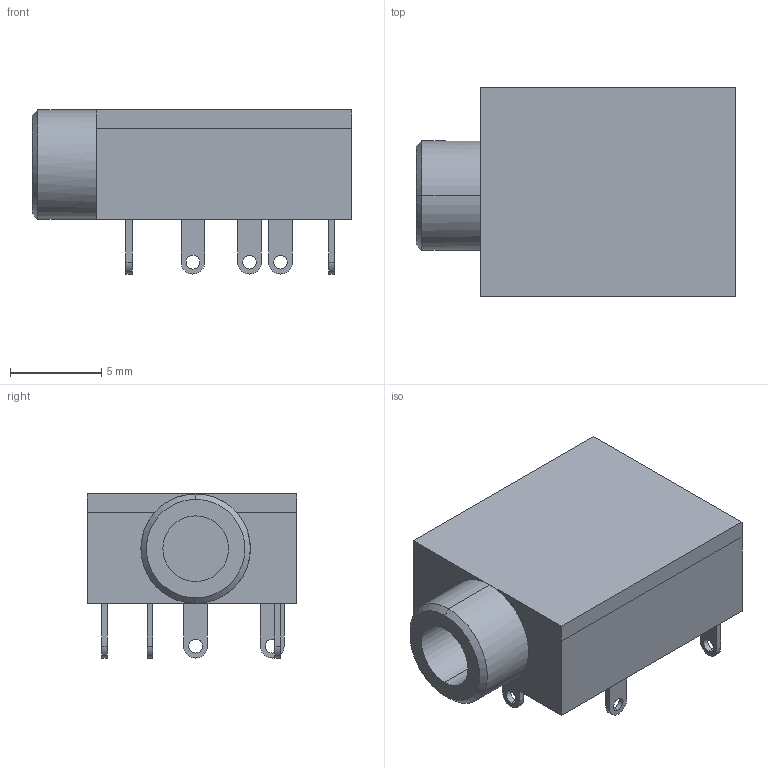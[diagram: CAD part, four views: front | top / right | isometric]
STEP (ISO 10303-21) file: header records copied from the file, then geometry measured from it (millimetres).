
FILE_DESCRIPTION(('FreeCAD Model'),'2;1');
FILE_NAME('SJ1-351XN.stp','2015-12-10T19:49:46',('Author'),(''), 'Open CASCADE STEP processor 6.8','FreeCAD','Unknown');
FILE_SCHEMA(('AUTOMOTIVE_DESIGN_CC2 { 1 2 10303 214 -1 1 5 4 }'));
Length unit declared in the file: millimetre
Products named in the file (1): SJ1_351XN
Bounding box: 17.5 x 11.5 x 9 mm (x, y, z)
Volume: 1033.6 mm3; surface area: 775 mm2
Topology: 1 solids, 1 shells, 60 faces, 146 edges, 94 vertices
Faces by surface type: plane 34, cylinder 24, cone 2
Entity records: 6567 total; most frequent: CARTESIAN_POINT 3377, DIRECTION 466, ORIENTED_EDGE 292, PCURVE 292, DEFINITIONAL_REPRESENTATION 292, LINE 230, VECTOR 230, EDGE_CURVE 146
